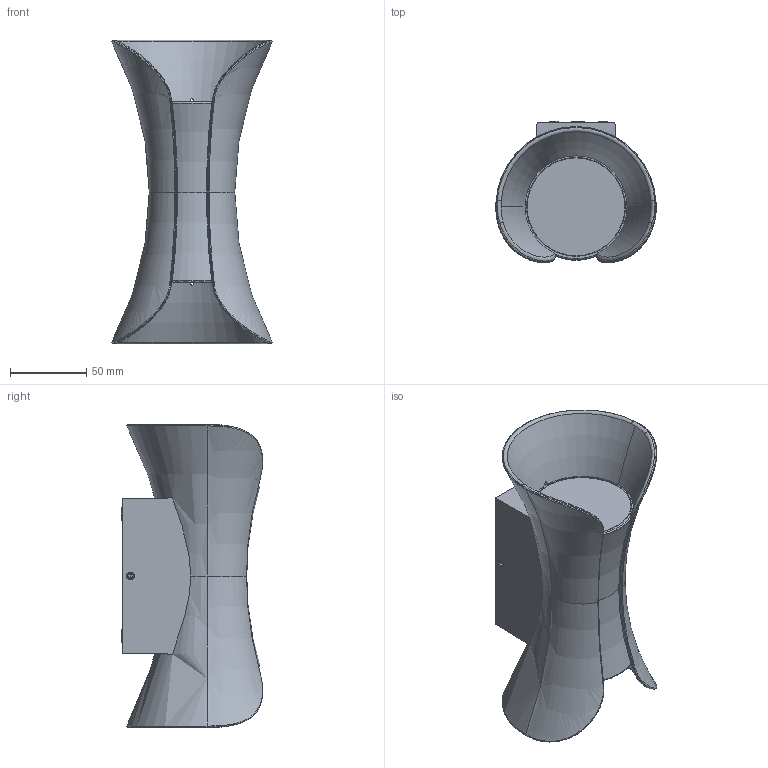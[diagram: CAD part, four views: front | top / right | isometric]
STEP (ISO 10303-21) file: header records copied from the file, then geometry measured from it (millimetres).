
FILE_DESCRIPTION(('CATIA V5 STEP Exchange','CAx-IF Rec.Pracs.--- Model Styling and Organization---1.4--- 2014-01-23','CAx-IF Rec.Pracs.---3D Tessellated Data Validation Properties---0.5---2014-09-14'),'2;1');
FILE_NAME('GW-1050.stp','2023-03-20T06:38:25+00:00',('none'),('none'),'CATIA Version 5-6 Release 2018','CATIA V5 STEP AP242','none');
FILE_SCHEMA(('AP242_MANAGED_MODEL_BASED_3D_ENGINEERING_MIM_LF {1 0 10303 442 1 1 4}'));
Products named in the file (15): 异形壁灯装配; 硅胶圈; 64玻璃; COB支架; 挂板; CREE 1507N; 灯体 -2; 10W驱动; 地线耳; M4螺丝; 花介子; M3X5圆头螺丝; 胶塞; M5X8; M3X5圆头螺丝.3
Assembly tree (22 placements, depth 2):
  异形壁灯装配
    硅胶圈
    64玻璃  x2
    COB支架  x2
    挂板
    CREE 1507N  x2
    灯体 -2
    10W驱动
    地线耳
    M4螺丝
    花介子
    M3X5圆头螺丝  x2
    胶塞
    M5X8  x2
    M3X5圆头螺丝.3  x4
Bounding box: 104.93 x 92.34 x 198.58 mm (x, y, z)
Volume: 375749.7 mm3; surface area: 169014.2 mm2
Topology: 28 solids, 28 shells, 1480 faces, 4245 edges, 2880 vertices
Faces by surface type: plane 608, cylinder 607, bspline 124, torus 80, cone 51, sphere 8, extrusion 2
Entity records: 48559 total; most frequent: CARTESIAN_POINT 24273, ORIENTED_EDGE 5770, DIRECTION 3636, EDGE_CURVE 2885, VERTEX_POINT 1959, AXIS2_PLACEMENT_3D 1502, VECTOR 1212, LINE 1210
